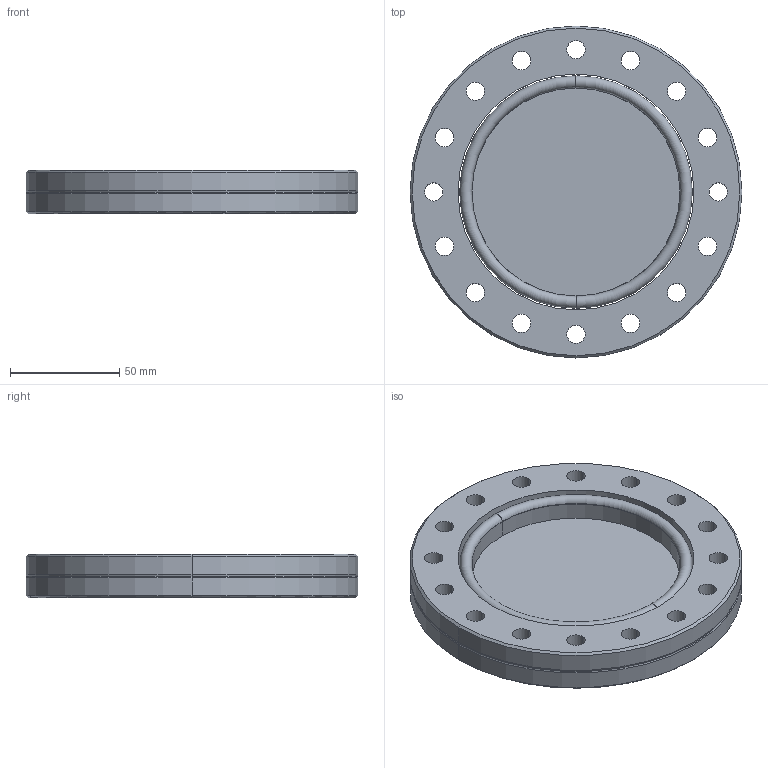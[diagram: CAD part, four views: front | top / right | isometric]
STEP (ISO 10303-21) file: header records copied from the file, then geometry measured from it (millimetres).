
FILE_DESCRIPTION (( 'STEP AP214' ), '1' );
FILE_NAME ('420GSG100.stp', '2025-07-14T08:22:28', ( '' ), ( '' ), 'SwSTEP 2.0', 'SolidWorks 2023', '' );
FILE_SCHEMA (( 'AUTOMOTIVE_DESIGN' ));
Length unit declared in the file: millimetre
Products named in the file (1): 420GSG100
Bounding box: 152 x 152 x 20 mm (x, y, z)
Volume: 202836.5 mm3; surface area: 81417.8 mm2
Topology: 3 solids, 3 shells, 93 faces, 222 edges, 138 vertices
Faces by surface type: cylinder 58, torus 14, plane 11, cone 10
Entity records: 2905 total; most frequent: DIRECTION 554, CARTESIAN_POINT 510, ORIENTED_EDGE 444, AXIS2_PLACEMENT_3D 242, EDGE_CURVE 222, CIRCLE 148, VERTEX_POINT 138, EDGE_LOOP 132
